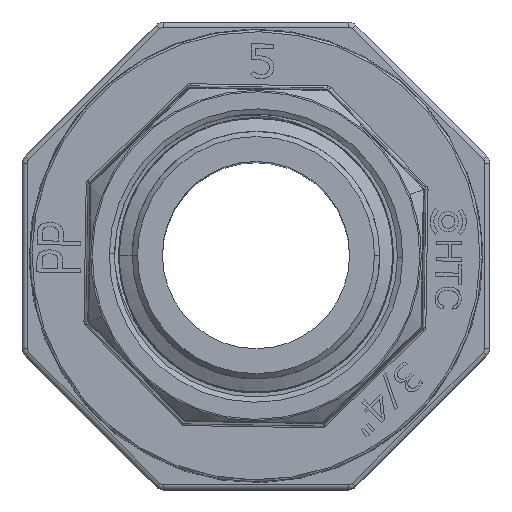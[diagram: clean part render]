
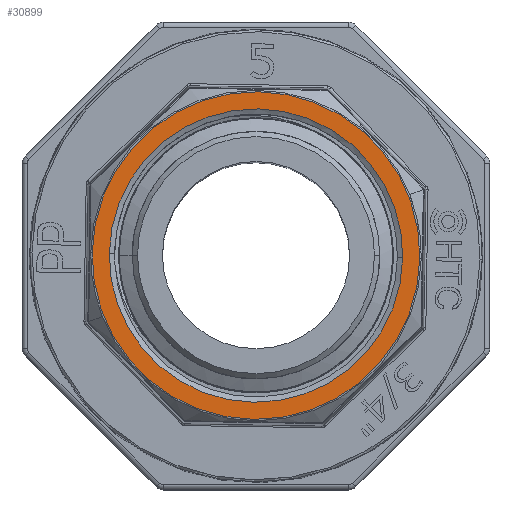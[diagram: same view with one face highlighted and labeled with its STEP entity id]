
A CAD part, top view. The second image highlights one B-rep face of the part: STEP entity #30899.
In plain terms, the highlighted planar face has unit normal (0, 0, 1).
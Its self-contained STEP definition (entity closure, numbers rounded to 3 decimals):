
#36 = VERTEX_POINT ( 'NONE', #8738 ) ;
#1670 = DIRECTION ( 'NONE',  ( 0., 0., -1. ) ) ;
#1825 = VERTEX_POINT ( 'NONE', #19079 ) ;
#4723 = CARTESIAN_POINT ( 'NONE',  ( -37.25, 37.25, 15.225 ) ) ;
#5514 = VERTEX_POINT ( 'NONE', #12369 ) ;
#5791 = DIRECTION ( 'NONE',  ( 0., 0., 1. ) ) ;
#6387 = CARTESIAN_POINT ( 'NONE',  ( -37.25, 37.25, 15.225 ) ) ;
#7069 = FACE_OUTER_BOUND ( 'NONE', #8569, .T. ) ;
#8569 = EDGE_LOOP ( 'NONE', ( #26724, #18102 ) ) ;
#8646 = AXIS2_PLACEMENT_3D ( 'NONE', #13268, #5791, #15506 ) ;
#8651 = VERTEX_POINT ( 'NONE', #16256 ) ;
#8738 = CARTESIAN_POINT ( 'NONE',  ( -21.493, 37.25, 15.225 ) ) ;
#8984 = DIRECTION ( 'NONE',  ( 0., -1., 0. ) ) ;
#9932 = CARTESIAN_POINT ( 'NONE',  ( -37.25, 37.25, 15.225 ) ) ;
#11680 = PLANE ( 'NONE',  #25455 ) ;
#11997 = DIRECTION ( 'NONE',  ( 0., 0., -1. ) ) ;
#12036 = DIRECTION ( 'NONE',  ( -1., 0., 0. ) ) ;
#12369 = CARTESIAN_POINT ( 'NONE',  ( -51.358, 37.25, 15.225 ) ) ;
#12371 = EDGE_LOOP ( 'NONE', ( #14836, #29825 ) ) ;
#13268 = CARTESIAN_POINT ( 'NONE',  ( -37.25, 37.25, 15.225 ) ) ;
#13806 = CIRCLE ( 'NONE', #19350, 14.108 ) ;
#14694 = EDGE_CURVE ( 'NONE', #8651, #36, #22947, .T. ) ;
#14836 = ORIENTED_EDGE ( 'NONE', *, *, #17763, .T. ) ;
#14949 = CIRCLE ( 'NONE', #30730, 14.108 ) ;
#15506 = DIRECTION ( 'NONE',  ( -1., 0., 0. ) ) ;
#16148 = FACE_BOUND ( 'NONE', #12371, .T. ) ;
#16256 = CARTESIAN_POINT ( 'NONE',  ( -53.007, 37.25, 15.225 ) ) ;
#17316 = EDGE_CURVE ( 'NONE', #36, #8651, #18323, .T. ) ;
#17763 = EDGE_CURVE ( 'NONE', #1825, #5514, #14949, .T. ) ;
#18102 = ORIENTED_EDGE ( 'NONE', *, *, #17316, .T. ) ;
#18323 = CIRCLE ( 'NONE', #8646, 15.757 ) ;
#19079 = CARTESIAN_POINT ( 'NONE',  ( -23.142, 37.25, 15.225 ) ) ;
#19350 = AXIS2_PLACEMENT_3D ( 'NONE', #9932, #11997, #29530 ) ;
#21114 = CARTESIAN_POINT ( 'NONE',  ( -177.93, 303.313, 15.225 ) ) ;
#22947 = CIRCLE ( 'NONE', #28010, 15.757 ) ;
#23760 = DIRECTION ( 'NONE',  ( 0., 0., -1. ) ) ;
#24183 = DIRECTION ( 'NONE',  ( 0., 0., 1. ) ) ;
#25455 = AXIS2_PLACEMENT_3D ( 'NONE', #21114, #1670, #8984 ) ;
#26724 = ORIENTED_EDGE ( 'NONE', *, *, #14694, .T. ) ;
#28010 = AXIS2_PLACEMENT_3D ( 'NONE', #4723, #24183, #12036 ) ;
#29530 = DIRECTION ( 'NONE',  ( -1., 0., 0. ) ) ;
#29632 = EDGE_CURVE ( 'NONE', #5514, #1825, #13806, .T. ) ;
#29825 = ORIENTED_EDGE ( 'NONE', *, *, #29632, .T. ) ;
#30730 = AXIS2_PLACEMENT_3D ( 'NONE', #6387, #23760, #30917 ) ;
#30899 = ADVANCED_FACE ( 'NONE', ( #16148, #7069 ), #11680, .F. ) ;
#30917 = DIRECTION ( 'NONE',  ( -1., 0., 0. ) ) ;
